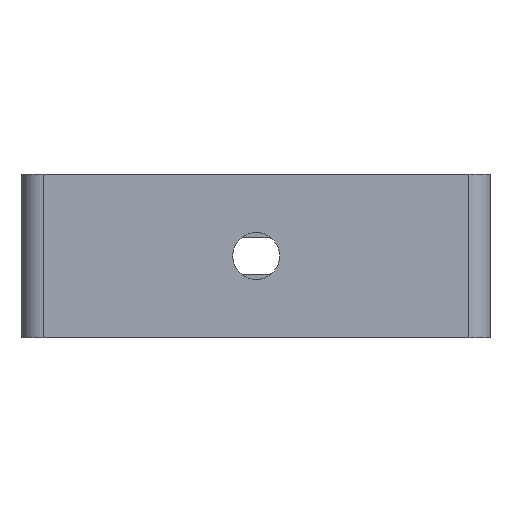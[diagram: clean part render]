
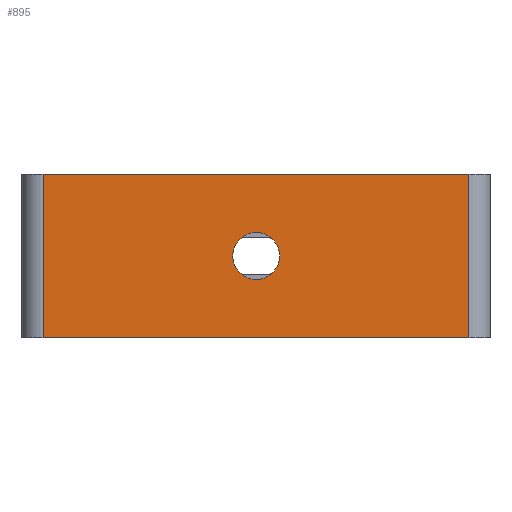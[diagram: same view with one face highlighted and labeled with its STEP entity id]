
A CAD part, front view. The second image highlights one B-rep face of the part: STEP entity #895.
In plain terms, the highlighted planar face has unit normal (0, -1, 0).
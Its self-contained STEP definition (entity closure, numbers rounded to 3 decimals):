
#5 = ORIENTED_EDGE ( 'NONE', *, *, #397, .T. ) ;
#14 = DIRECTION ( 'NONE',  ( 0., 1., 0. ) ) ;
#15 = ORIENTED_EDGE ( 'NONE', *, *, #186, .F. ) ;
#74 = DIRECTION ( 'NONE',  ( 0., -1., 0. ) ) ;
#89 = CARTESIAN_POINT ( 'NONE',  ( -4.5, 0., 17.5 ) ) ;
#136 = DIRECTION ( 'NONE',  ( 0., 0., -1. ) ) ;
#170 = CARTESIAN_POINT ( 'NONE',  ( -95.421, 0., 17.5 ) ) ;
#186 = EDGE_CURVE ( 'NONE', #975, #975, #1199, .T. ) ;
#192 = FACE_BOUND ( 'NONE', #1127, .T. ) ;
#235 = VERTEX_POINT ( 'NONE', #720 ) ;
#274 = EDGE_CURVE ( 'NONE', #819, #235, #879, .T. ) ;
#278 = ORIENTED_EDGE ( 'NONE', *, *, #1041, .F. ) ;
#303 = DIRECTION ( 'NONE',  ( 1., 0., 0. ) ) ;
#306 = CARTESIAN_POINT ( 'NONE',  ( -4.5, 0., 17.5 ) ) ;
#309 = DIRECTION ( 'NONE',  ( 1., 0., 0. ) ) ;
#397 = EDGE_CURVE ( 'NONE', #774, #954, #886, .T. ) ;
#400 = CARTESIAN_POINT ( 'NONE',  ( -100., 0., -17.5 ) ) ;
#410 = LINE ( 'NONE', #1149, #820 ) ;
#415 = DIRECTION ( 'NONE',  ( 0., 0., -1. ) ) ;
#437 = DIRECTION ( 'NONE',  ( 0., 0., 1. ) ) ;
#488 = CARTESIAN_POINT ( 'NONE',  ( -49.92, 0., 5. ) ) ;
#518 = VECTOR ( 'NONE', #136, 1000. ) ;
#639 = ORIENTED_EDGE ( 'NONE', *, *, #997, .T. ) ;
#656 = EDGE_LOOP ( 'NONE', ( #639, #718, #278, #5 ) ) ;
#718 = ORIENTED_EDGE ( 'NONE', *, *, #274, .F. ) ;
#720 = CARTESIAN_POINT ( 'NONE',  ( -4.5, 0., -17.5 ) ) ;
#758 = CARTESIAN_POINT ( 'NONE',  ( -100., 0., 17.5 ) ) ;
#774 = VERTEX_POINT ( 'NONE', #170 ) ;
#819 = VERTEX_POINT ( 'NONE', #89 ) ;
#820 = VECTOR ( 'NONE', #303, 1000. ) ;
#849 = FACE_OUTER_BOUND ( 'NONE', #656, .T. ) ;
#856 = PLANE ( 'NONE',  #988 ) ;
#859 = VECTOR ( 'NONE', #309, 1000. ) ;
#879 = LINE ( 'NONE', #306, #518 ) ;
#886 = LINE ( 'NONE', #900, #1121 ) ;
#895 = ADVANCED_FACE ( 'NONE', ( #192, #849 ), #856, .F. ) ;
#900 = CARTESIAN_POINT ( 'NONE',  ( -95.421, 0., 17.5 ) ) ;
#922 = AXIS2_PLACEMENT_3D ( 'NONE', #1189, #74, #437 ) ;
#954 = VERTEX_POINT ( 'NONE', #983 ) ;
#975 = VERTEX_POINT ( 'NONE', #488 ) ;
#983 = CARTESIAN_POINT ( 'NONE',  ( -95.421, 0., -17.5 ) ) ;
#988 = AXIS2_PLACEMENT_3D ( 'NONE', #758, #14, #1137 ) ;
#997 = EDGE_CURVE ( 'NONE', #954, #235, #1157, .T. ) ;
#1041 = EDGE_CURVE ( 'NONE', #774, #819, #410, .T. ) ;
#1121 = VECTOR ( 'NONE', #415, 1000. ) ;
#1127 = EDGE_LOOP ( 'NONE', ( #15 ) ) ;
#1137 = DIRECTION ( 'NONE',  ( 0., 0., 1. ) ) ;
#1149 = CARTESIAN_POINT ( 'NONE',  ( -100., 0., 17.5 ) ) ;
#1157 = LINE ( 'NONE', #400, #859 ) ;
#1189 = CARTESIAN_POINT ( 'NONE',  ( -49.92, 0., 0. ) ) ;
#1199 = CIRCLE ( 'NONE', #922, 5. ) ;
